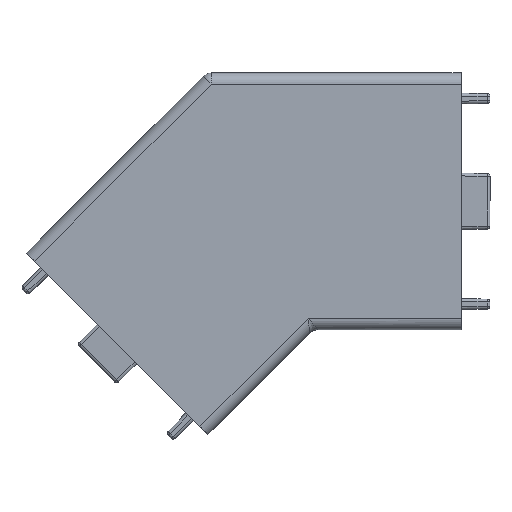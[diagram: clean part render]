
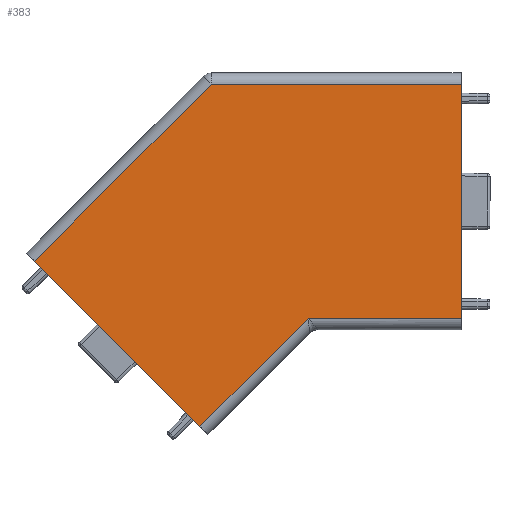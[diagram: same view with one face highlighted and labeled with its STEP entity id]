
A CAD part, left-side view. The second image highlights one B-rep face of the part: STEP entity #383.
In plain terms, the highlighted planar face has unit normal (-1, 0, 0).
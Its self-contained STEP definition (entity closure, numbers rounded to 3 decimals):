
#383=ADVANCED_FACE('',(#1024),#1025,.F.);
#1024=FACE_OUTER_BOUND('',#2367,.T.);
#1025=PLANE('',#2368);
#2367=EDGE_LOOP('',(#4603,#4604,#4605,#4606,#4607,#4608));
#2368=AXIS2_PLACEMENT_3D('',#4609,#4610,#4611);
#4603=ORIENTED_EDGE('',*,*,#9022,.F.);
#4604=ORIENTED_EDGE('',*,*,#9034,.T.);
#4605=ORIENTED_EDGE('',*,*,#9030,.F.);
#4606=ORIENTED_EDGE('',*,*,#9035,.F.);
#4607=ORIENTED_EDGE('',*,*,#9036,.T.);
#4608=ORIENTED_EDGE('',*,*,#9037,.F.);
#4609=CARTESIAN_POINT('',(-22.5,0.,-22.5));
#4610=DIRECTION('',(1.0,0.,0.));
#4611=DIRECTION('',(0.,0.0,-1.0));
#9022=EDGE_CURVE('',#10556,#10557,#10558,.F.);
#9030=EDGE_CURVE('',#10572,#10573,#10574,.F.);
#9034=EDGE_CURVE('',#10556,#10573,#10579,.T.);
#9035=EDGE_CURVE('',#10580,#10572,#10581,.T.);
#9036=EDGE_CURVE('',#10580,#10582,#10583,.T.);
#9037=EDGE_CURVE('',#10557,#10582,#10584,.T.);
#10556=VERTEX_POINT('',#13095);
#10557=VERTEX_POINT('',#13096);
#10558=LINE('',#13097,#13098);
#10572=VERTEX_POINT('',#13133);
#10573=VERTEX_POINT('',#13134);
#10574=LINE('',#13135,#13136);
#10579=LINE('',#13142,#13143);
#10580=VERTEX_POINT('',#13144);
#10581=LINE('',#13145,#13146);
#10582=VERTEX_POINT('',#13147);
#10583=LINE('',#13148,#13149);
#10584=LINE('',#13150,#13151);
#13095=CARTESIAN_POINT('',(-22.5,0.,-20.5));
#13096=CARTESIAN_POINT('',(-22.5,26.841,-20.5));
#13097=CARTESIAN_POINT('',(-22.5,0.,-20.5));
#13098=VECTOR('',#17501,1.0);
#13133=CARTESIAN_POINT('',(-22.5,43.824,20.5));
#13134=CARTESIAN_POINT('',(-22.5,0.,20.5));
#13135=CARTESIAN_POINT('',(-22.5,0.,20.5));
#13136=VECTOR('',#17510,1.0);
#13142=CARTESIAN_POINT('',(-22.5,0.,22.5));
#13143=VECTOR('',#17518,1.0);
#13144=CARTESIAN_POINT('',(-22.5,74.812,-10.488));
#13145=CARTESIAN_POINT('',(-22.5,74.812,-10.488));
#13146=VECTOR('',#17519,1.0);
#13147=CARTESIAN_POINT('',(-22.5,45.821,-39.479));
#13148=CARTESIAN_POINT('',(-22.5,76.226,-9.074));
#13149=VECTOR('',#17520,1.0);
#13150=CARTESIAN_POINT('',(-22.5,26.841,-20.5));
#13151=VECTOR('',#17521,1.0);
#17501=DIRECTION('',(0.,-1.0,0.));
#17510=DIRECTION('',(0.,1.0,0.));
#17518=DIRECTION('',(0.0,0.,1.0));
#17519=DIRECTION('',(0.0,-0.707,0.707));
#17520=DIRECTION('',(0.0,-0.707,-0.707));
#17521=DIRECTION('',(0.0,0.707,-0.707));
